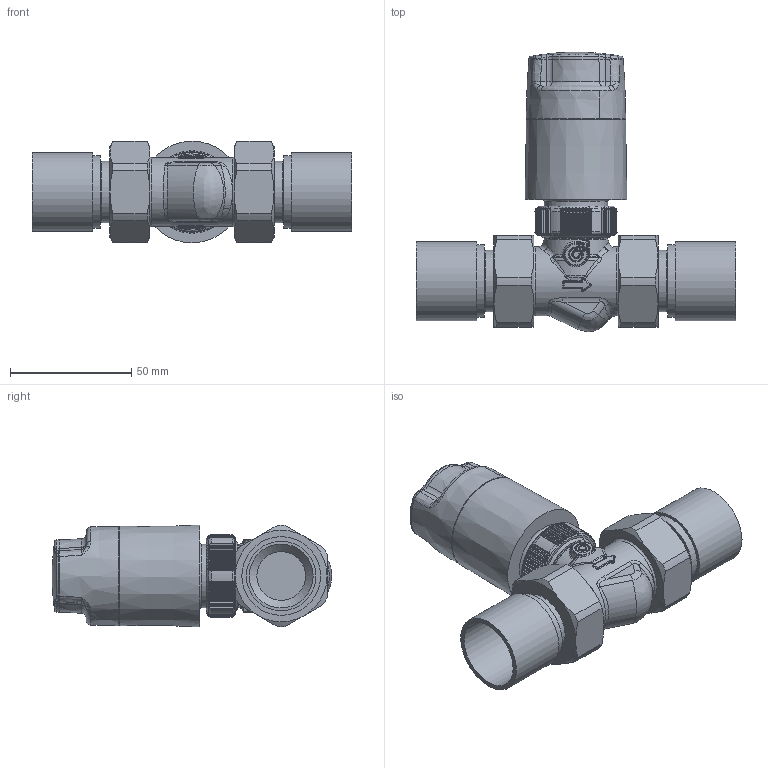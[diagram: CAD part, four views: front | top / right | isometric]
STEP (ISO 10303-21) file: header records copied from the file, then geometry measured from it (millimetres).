
FILE_DESCRIPTION(/* description */ (''),/* implementation_level */ '2;1');
FILE_NAME(/* name */ '676269A.stp',/* time_stamp */ '2025-06-03T09:45:43-05:00',/* author */ ('mschreiner'),/* organization */ (''),/* preprocessor_version */ 'ST-DEVELOPER v20',/* originating_system */ 'Autodesk Inventor 2024',/* authorisation */ '');
FILE_SCHEMA (('AUTOMOTIVE_DESIGN { 1 0 10303 214 3 1 1 }'));
Length unit declared in the file: millimetre
Products named in the file (4): 676269A; 676000A - TST; 656354 - TST; 59834A
Assembly tree (4 placements, depth 2):
  676269A
    676000A - TST
    656354 - TST
    59834A  x2
Bounding box: 131.76 x 115.41 x 41.99 mm (x, y, z)
Volume: 167597.7 mm3; surface area: 45398.2 mm2
Topology: 4 solids, 4 shells, 1037 faces, 2704 edges, 1657 vertices
Faces by surface type: cylinder 320, bspline 262, plane 218, torus 153, cone 54, sphere 30
Full cylindrical faces by diameter (mm): 4 x1, 18.6 x1, 20.066 x2, 25.4 x4, 26 x1, 26.3 x1, 27 x1, 28.5 x2, 28.702 x2, 29.5 x1, 29.972 x2, 30.302 x2, 32.512 x2, 33.1 x2
Entity records: 58797 total; most frequent: CARTESIAN_POINT 36711, ORIENTED_EDGE 5152, DIRECTION 3858, EDGE_CURVE 2576, AXIS2_PLACEMENT_3D 1624, VERTEX_POINT 1605, EDGE_LOOP 1017, FACE_OUTER_BOUND 996
